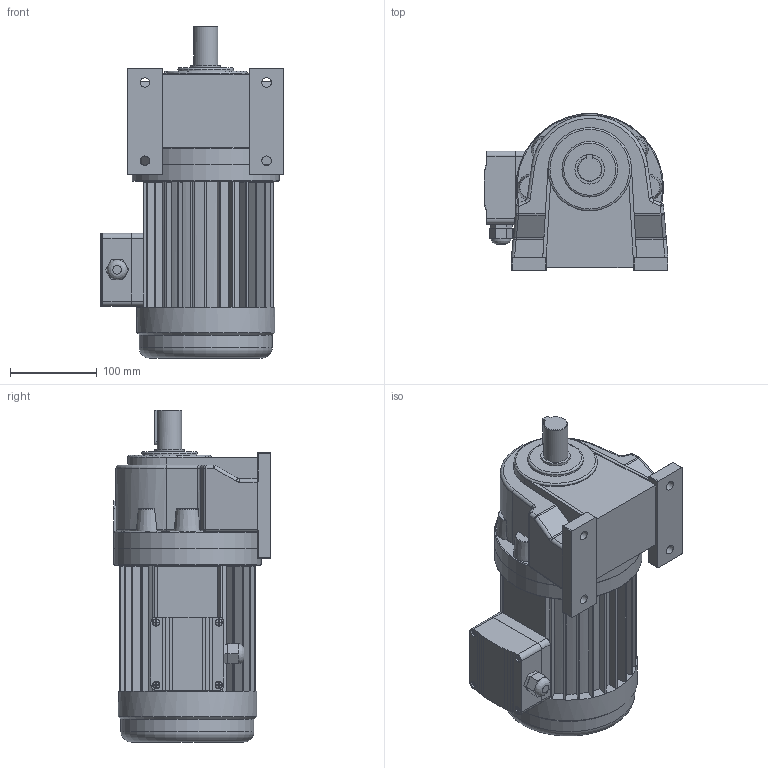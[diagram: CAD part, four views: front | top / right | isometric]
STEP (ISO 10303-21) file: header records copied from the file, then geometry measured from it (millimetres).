
FILE_DESCRIPTION(/* description */ (''),/* implementation_level */ '2;1');
FILE_NAME(/* name */ 'GH卧式附三相、单相铝壳（刹车）齿轮减速马达[GH-28-750W-15-S-G1-LD-HO].stp',/* time_stamp */ '2022-01-11T09:25:03+08:00',/* author */ ('Administrator'),/* organization */ (''),/* preprocessor_version */ 'ST-DEVELOPER v15.2',/* originating_system */ 'Autodesk Inventor 2014',/* authorisation */ '');
FILE_SCHEMA (('AUTOMOTIVE_DESIGN { 1 0 10303 214 3 1 1 }'));
Length unit declared in the file: millimetre
Products named in the file (3): STP_28_750W 1HP___G1_LD__HO_1__2; STP_28_750W 1HP___G1_LD__HO_1__2_1; [GH-28-750W-15-S-G1-LD-HO]
Bounding box: 211.55 x 180 x 382 mm (x, y, z)
Volume: 6700000.1 mm3; surface area: 390126.7 mm2
Topology: 3 solids, 3 shells, 621 faces, 1586 edges, 1024 vertices
Faces by surface type: plane 486, cylinder 86, torus 22, sphere 16, cone 6, bspline 5
Full cylindrical faces by diameter (mm): 8 x4, 8.5 x4, 11 x4, 28 x1, 34 x1, 64 x1, 135.15 x1, 153 x1, 159 x1, 169.4 x1, 169.6 x2
Entity records: 18660 total; most frequent: CARTESIAN_POINT 3590, ORIENTED_EDGE 3066, DIRECTION 3052, EDGE_CURVE 1533, LINE 1176, VECTOR 1176, VERTEX_POINT 1014, AXIS2_PLACEMENT_3D 938
